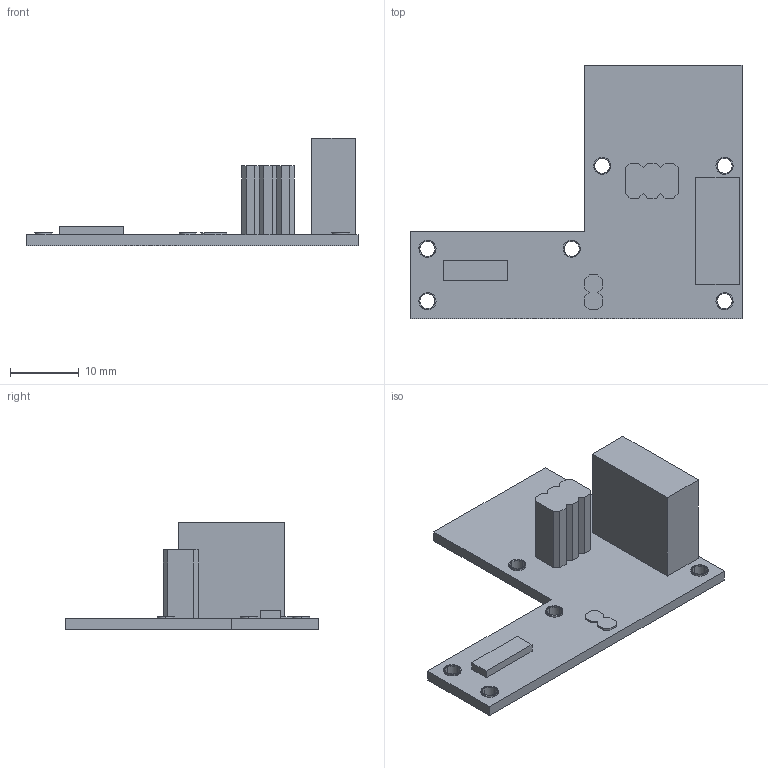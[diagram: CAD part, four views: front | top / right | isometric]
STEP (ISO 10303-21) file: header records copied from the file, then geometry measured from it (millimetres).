
FILE_DESCRIPTION(('Open CASCADE Model'),'2;1');
FILE_NAME('Open CASCADE Shape Model','2014-08-17T11:24:51',('Author'),( 'Open CASCADE'),'Open CASCADE STEP processor 6.1','Open CASCADE 6.1' ,'Unknown');
FILE_SCHEMA(('AUTOMOTIVE_DESIGN_CC2 { 1 2 10303 214 -1 1 5 4 }'));
Length unit declared in the file: millimetre
Products named in the file (1): Product 1
Bounding box: 48.26 x 36.83 x 15.57 mm (x, y, z)
Volume: 3602.4 mm3; surface area: 3548 mm2
Topology: 1 solids, 1 shells, 108 faces, 288 edges, 192 vertices
Faces by surface type: bspline 96, plane 12
Entity records: 14006 total; most frequent: CARTESIAN_POINT 9541, ORIENTED_EDGE 576, PCURVE 576, DEFINITIONAL_REPRESENTATION 576, DIRECTION 410, B_SPLINE_CURVE_WITH_KNOTS 384, LINE 336, VECTOR 336
